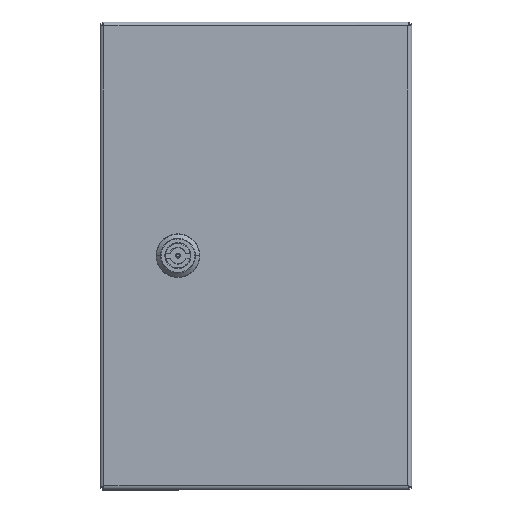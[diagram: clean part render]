
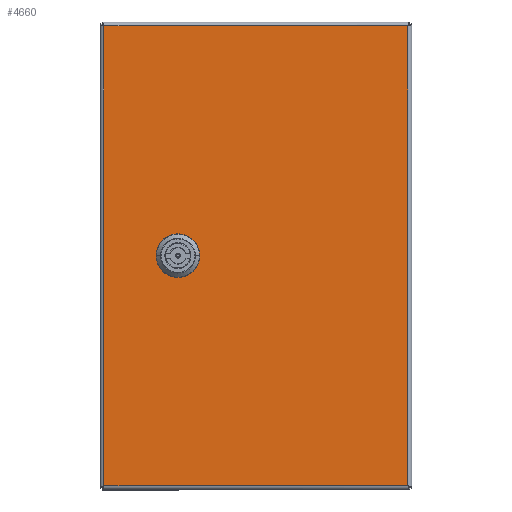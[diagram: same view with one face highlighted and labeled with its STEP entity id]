
A CAD part, top view. The second image highlights one B-rep face of the part: STEP entity #4660.
In plain terms, the highlighted face is planar.
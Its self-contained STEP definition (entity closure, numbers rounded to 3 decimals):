
#363 = DIRECTION ( 'NONE',  ( 0., -1., 0. ) ) ;
#438 = CARTESIAN_POINT ( 'NONE',  ( 39.95, -5.056, 0. ) ) ;
#549 = CARTESIAN_POINT ( 'NONE',  ( -97.5, -148.743, 0. ) ) ;
#596 = VECTOR ( 'NONE', #5466, 1000. ) ;
#639 = DIRECTION ( 'NONE',  ( 0., 1., 0. ) ) ;
#644 = LINE ( 'NONE', #10841, #19261 ) ;
#787 = AXIS2_PLACEMENT_3D ( 'NONE', #911, #4649, #4723 ) ;
#911 = CARTESIAN_POINT ( 'NONE',  ( -100., 150., 0. ) ) ;
#1171 = LINE ( 'NONE', #549, #596 ) ;
#1800 = VERTEX_POINT ( 'NONE', #20966 ) ;
#1811 = ORIENTED_EDGE ( 'NONE', *, *, #2359, .F. ) ;
#1880 = VERTEX_POINT ( 'NONE', #9977 ) ;
#2275 = LINE ( 'NONE', #14286, #17030 ) ;
#2359 = EDGE_CURVE ( 'NONE', #21474, #23728, #6267, .T. ) ;
#2375 = EDGE_CURVE ( 'NONE', #1880, #19608, #1171, .T. ) ;
#2808 = PLANE ( 'NONE',  #787 ) ;
#2869 = ORIENTED_EDGE ( 'NONE', *, *, #13802, .T. ) ;
#2975 = ORIENTED_EDGE ( 'NONE', *, *, #15976, .T. ) ;
#3014 = CARTESIAN_POINT ( 'NONE',  ( 50., 0., 0. ) ) ;
#3127 = LINE ( 'NONE', #8252, #14904 ) ;
#3349 = AXIS2_PLACEMENT_3D ( 'NONE', #18367, #6836, #20319 ) ;
#3719 = CARTESIAN_POINT ( 'NONE',  ( 60.05, 5.056, 0. ) ) ;
#4449 = CARTESIAN_POINT ( 'NONE',  ( 55.056, -10.05, 0. ) ) ;
#4456 = VERTEX_POINT ( 'NONE', #3719 ) ;
#4649 = DIRECTION ( 'NONE',  ( 0., 0., 1. ) ) ;
#4660 = ADVANCED_FACE ( 'NONE', ( #23892, #13669 ), #2808, .F. ) ;
#4723 = DIRECTION ( 'NONE',  ( 1., 0., 0. ) ) ;
#4962 = DIRECTION ( 'NONE',  ( -1., 0., 0. ) ) ;
#5466 = DIRECTION ( 'NONE',  ( 0., 1., 0. ) ) ;
#5507 = ORIENTED_EDGE ( 'NONE', *, *, #18708, .F. ) ;
#5513 = LINE ( 'NONE', #13238, #15173 ) ;
#5667 = VECTOR ( 'NONE', #21953, 1000. ) ;
#5724 = VERTEX_POINT ( 'NONE', #13785 ) ;
#6089 = ORIENTED_EDGE ( 'NONE', *, *, #22459, .F. ) ;
#6267 = LINE ( 'NONE', #4449, #21024 ) ;
#6836 = DIRECTION ( 'NONE',  ( 0., 0., -1. ) ) ;
#7086 = DIRECTION ( 'NONE',  ( 0., 0., -1. ) ) ;
#7157 = EDGE_CURVE ( 'NONE', #4456, #23857, #16541, .T. ) ;
#7326 = CIRCLE ( 'NONE', #18613, 11.25 ) ;
#7463 = CARTESIAN_POINT ( 'NONE',  ( 97.5, 147.5, 0. ) ) ;
#7492 = VERTEX_POINT ( 'NONE', #7463 ) ;
#7644 = EDGE_CURVE ( 'NONE', #7492, #21531, #19198, .T. ) ;
#8033 = DIRECTION ( 'NONE',  ( 0., 0., -1. ) ) ;
#8252 = CARTESIAN_POINT ( 'NONE',  ( 39.95, 5.056, 0. ) ) ;
#8595 = CARTESIAN_POINT ( 'NONE',  ( 39.95, 5.056, 0. ) ) ;
#8871 = DIRECTION ( 'NONE',  ( -1., 0., 0. ) ) ;
#9559 = ORIENTED_EDGE ( 'NONE', *, *, #21618, .F. ) ;
#9598 = ORIENTED_EDGE ( 'NONE', *, *, #2375, .T. ) ;
#9936 = EDGE_CURVE ( 'NONE', #23857, #21474, #20307, .T. ) ;
#9977 = CARTESIAN_POINT ( 'NONE',  ( -97.5, -147.5, 0. ) ) ;
#10063 = ORIENTED_EDGE ( 'NONE', *, *, #7157, .F. ) ;
#10367 = CARTESIAN_POINT ( 'NONE',  ( -97.5, 147.5, 0. ) ) ;
#10803 = ORIENTED_EDGE ( 'NONE', *, *, #7644, .T. ) ;
#10841 = CARTESIAN_POINT ( 'NONE',  ( 98.743, -147.5, 0. ) ) ;
#12314 = CARTESIAN_POINT ( 'NONE',  ( 44.944, -10.05, 0. ) ) ;
#12768 = EDGE_CURVE ( 'NONE', #1800, #5724, #2275, .T. ) ;
#12920 = CARTESIAN_POINT ( 'NONE',  ( 55.056, -10.05, 0. ) ) ;
#13065 = ORIENTED_EDGE ( 'NONE', *, *, #12768, .F. ) ;
#13157 = CARTESIAN_POINT ( 'NONE',  ( 97.5, -147.5, 0. ) ) ;
#13238 = CARTESIAN_POINT ( 'NONE',  ( -98.743, 147.5, 0. ) ) ;
#13669 = FACE_OUTER_BOUND ( 'NONE', #24705, .T. ) ;
#13785 = CARTESIAN_POINT ( 'NONE',  ( 55.056, 10.05, 0. ) ) ;
#13802 = EDGE_CURVE ( 'NONE', #19608, #7492, #5513, .T. ) ;
#14082 = VECTOR ( 'NONE', #363, 1000. ) ;
#14170 = ORIENTED_EDGE ( 'NONE', *, *, #9936, .F. ) ;
#14286 = CARTESIAN_POINT ( 'NONE',  ( 55.056, 10.05, 0. ) ) ;
#14904 = VECTOR ( 'NONE', #639, 1000. ) ;
#15173 = VECTOR ( 'NONE', #24774, 1000. ) ;
#15213 = CIRCLE ( 'NONE', #23905, 11.25 ) ;
#15976 = EDGE_CURVE ( 'NONE', #21531, #1880, #644, .T. ) ;
#16226 = CIRCLE ( 'NONE', #3349, 11.25 ) ;
#16326 = DIRECTION ( 'NONE',  ( 1., 0., 0. ) ) ;
#16522 = CARTESIAN_POINT ( 'NONE',  ( 60.05, -5.056, 0. ) ) ;
#16526 = DIRECTION ( 'NONE',  ( 0., 0., -1. ) ) ;
#16541 = LINE ( 'NONE', #20032, #5667 ) ;
#17030 = VECTOR ( 'NONE', #16326, 1000. ) ;
#17568 = CARTESIAN_POINT ( 'NONE',  ( 97.5, 148.743, 0. ) ) ;
#18367 = CARTESIAN_POINT ( 'NONE',  ( 50., 0., 0. ) ) ;
#18609 = CARTESIAN_POINT ( 'NONE',  ( 50., 0., 0. ) ) ;
#18613 = AXIS2_PLACEMENT_3D ( 'NONE', #3014, #16526, #4962 ) ;
#18689 = VERTEX_POINT ( 'NONE', #8595 ) ;
#18708 = EDGE_CURVE ( 'NONE', #23728, #20137, #16226, .T. ) ;
#18721 = AXIS2_PLACEMENT_3D ( 'NONE', #18609, #7086, #20565 ) ;
#19015 = EDGE_LOOP ( 'NONE', ( #1811, #14170, #10063, #6089, #13065, #9559, #20325, #5507 ) ) ;
#19050 = DIRECTION ( 'NONE',  ( -1., 0., 0. ) ) ;
#19198 = LINE ( 'NONE', #17568, #14082 ) ;
#19261 = VECTOR ( 'NONE', #8871, 1000. ) ;
#19577 = CARTESIAN_POINT ( 'NONE',  ( 50., 0., 0. ) ) ;
#19608 = VERTEX_POINT ( 'NONE', #10367 ) ;
#20032 = CARTESIAN_POINT ( 'NONE',  ( 60.05, 5.056, 0. ) ) ;
#20137 = VERTEX_POINT ( 'NONE', #438 ) ;
#20307 = CIRCLE ( 'NONE', #18721, 11.25 ) ;
#20319 = DIRECTION ( 'NONE',  ( -1., 0., 0. ) ) ;
#20325 = ORIENTED_EDGE ( 'NONE', *, *, #20675, .F. ) ;
#20565 = DIRECTION ( 'NONE',  ( -1., 0., 0. ) ) ;
#20675 = EDGE_CURVE ( 'NONE', #20137, #18689, #3127, .T. ) ;
#20966 = CARTESIAN_POINT ( 'NONE',  ( 44.944, 10.05, 0. ) ) ;
#21024 = VECTOR ( 'NONE', #19050, 1000. ) ;
#21474 = VERTEX_POINT ( 'NONE', #12920 ) ;
#21531 = VERTEX_POINT ( 'NONE', #13157 ) ;
#21618 = EDGE_CURVE ( 'NONE', #18689, #1800, #15213, .T. ) ;
#21857 = DIRECTION ( 'NONE',  ( -1., 0., 0. ) ) ;
#21953 = DIRECTION ( 'NONE',  ( 0., -1., 0. ) ) ;
#22459 = EDGE_CURVE ( 'NONE', #5724, #4456, #7326, .T. ) ;
#23728 = VERTEX_POINT ( 'NONE', #12314 ) ;
#23857 = VERTEX_POINT ( 'NONE', #16522 ) ;
#23892 = FACE_BOUND ( 'NONE', #19015, .T. ) ;
#23905 = AXIS2_PLACEMENT_3D ( 'NONE', #19577, #8033, #21857 ) ;
#24705 = EDGE_LOOP ( 'NONE', ( #2975, #9598, #2869, #10803 ) ) ;
#24774 = DIRECTION ( 'NONE',  ( 1., 0., 0. ) ) ;
